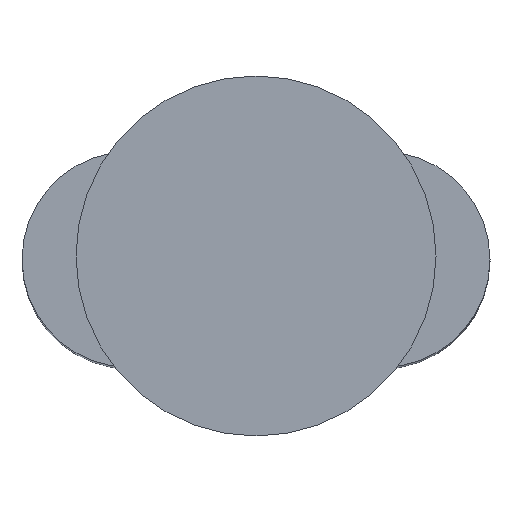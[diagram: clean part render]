
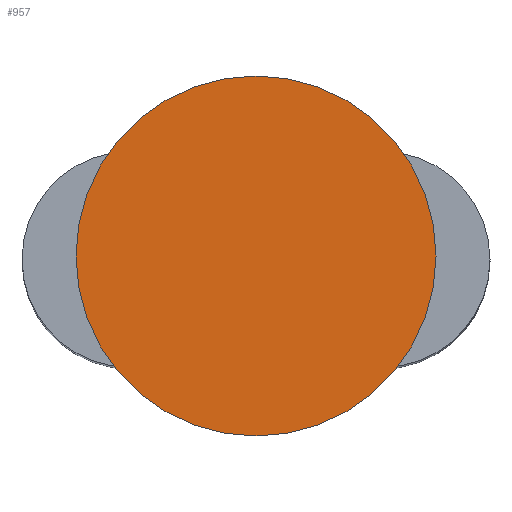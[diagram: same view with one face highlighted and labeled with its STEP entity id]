
A CAD part, top view. The second image highlights one B-rep face of the part: STEP entity #957.
In plain terms, the highlighted planar face has unit normal (0, 0, 1).
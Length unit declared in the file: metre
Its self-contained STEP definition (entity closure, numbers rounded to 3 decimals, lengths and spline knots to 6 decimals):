
#888 = CONICAL_SURFACE('',#889,200.,0.1);
#889 = AXIS2_PLACEMENT_3D('',#890,#891,#892);
#890 = CARTESIAN_POINT('',(600.,600.,13200.));
#891 = DIRECTION('',(0.,0.,1.));
#892 = DIRECTION('',(1.,0.,-0.));
#906 = EDGE_CURVE('',#907,#907,#909,.T.);
#907 = VERTEX_POINT('',#908);
#908 = CARTESIAN_POINT('',(1600.,600.,21200.));
#909 = SURFACE_CURVE('',#910,(#915,#922),.PCURVE_S1.);
#910 = CIRCLE('',#911,1000.);
#911 = AXIS2_PLACEMENT_3D('',#912,#913,#914);
#912 = CARTESIAN_POINT('',(600.,600.,21200.));
#913 = DIRECTION('',(0.,0.,1.));
#914 = DIRECTION('',(1.,0.,-0.));
#915 = PCURVE('',#888,#916);
#916 = DEFINITIONAL_REPRESENTATION('',(#917),#921);
#917 = LINE('',#918,#919);
#918 = CARTESIAN_POINT('',(0.,8000.));
#919 = VECTOR('',#920,1.);
#920 = DIRECTION('',(1.,0.));
#921 = ( GEOMETRIC_REPRESENTATION_CONTEXT(2) 
PARAMETRIC_REPRESENTATION_CONTEXT() REPRESENTATION_CONTEXT('2D SPACE',''
  ) );
#922 = PCURVE('',#923,#928);
#923 = PLANE('',#924);
#924 = AXIS2_PLACEMENT_3D('',#925,#926,#927);
#925 = CARTESIAN_POINT('',(600.,600.,21200.));
#926 = DIRECTION('',(0.,0.,1.));
#927 = DIRECTION('',(1.,0.,-0.));
#928 = DEFINITIONAL_REPRESENTATION('',(#929),#933);
#929 = CIRCLE('',#930,1000.);
#930 = AXIS2_PLACEMENT_2D('',#931,#932);
#931 = CARTESIAN_POINT('',(0.,0.));
#932 = DIRECTION('',(1.,0.));
#933 = ( GEOMETRIC_REPRESENTATION_CONTEXT(2) 
PARAMETRIC_REPRESENTATION_CONTEXT() REPRESENTATION_CONTEXT('2D SPACE',''
  ) );
#957 = ADVANCED_FACE('',(#958),#923,.T.);
#958 = FACE_BOUND('',#959,.T.);
#959 = EDGE_LOOP('',(#960));
#960 = ORIENTED_EDGE('',*,*,#906,.T.);
